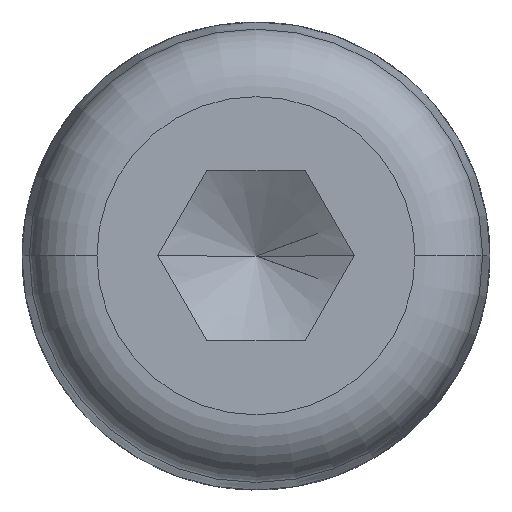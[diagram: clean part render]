
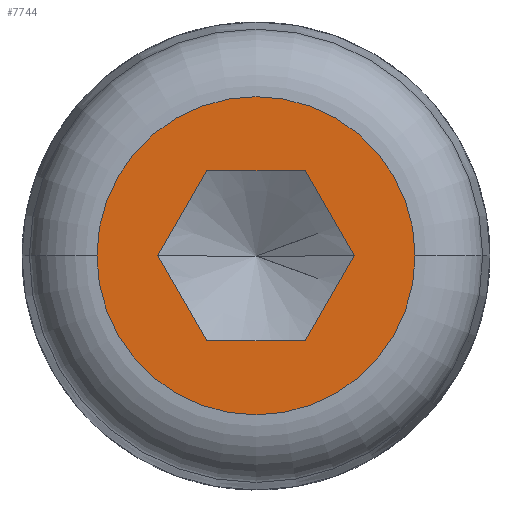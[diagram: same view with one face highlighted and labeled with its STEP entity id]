
A CAD part, top view. The second image highlights one B-rep face of the part: STEP entity #7744.
In plain terms, the highlighted planar face has unit normal (0, 0, 1).
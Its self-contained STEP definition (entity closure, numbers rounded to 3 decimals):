
#50 = CARTESIAN_POINT ( 'NONE',  ( -1.45, 2.511, 21.649 ) ) ;
#95 = VERTEX_POINT ( 'NONE', #818 ) ;
#133 = ORIENTED_EDGE ( 'NONE', *, *, #7193, .T. ) ;
#214 = VECTOR ( 'NONE', #353, 1000. ) ;
#326 = CARTESIAN_POINT ( 'NONE',  ( -1.45, -2.511, 21.649 ) ) ;
#353 = DIRECTION ( 'NONE',  ( -0.5, 0.866, 0. ) ) ;
#444 = ORIENTED_EDGE ( 'NONE', *, *, #6067, .T. ) ;
#534 = CARTESIAN_POINT ( 'NONE',  ( 2.9, 0., 21.649 ) ) ;
#597 = PLANE ( 'NONE',  #7566 ) ;
#698 = VECTOR ( 'NONE', #3669, 1000. ) ;
#770 = CARTESIAN_POINT ( 'NONE',  ( 0., 0., 21.649 ) ) ;
#818 = CARTESIAN_POINT ( 'NONE',  ( -2.9, 0., 21.649 ) ) ;
#1080 = CARTESIAN_POINT ( 'NONE',  ( -1.45, 2.511, 21.649 ) ) ;
#1236 = DIRECTION ( 'NONE',  ( 1., 0., 0. ) ) ;
#1292 = LINE ( 'NONE', #4197, #2753 ) ;
#1316 = CARTESIAN_POINT ( 'NONE',  ( 1.45, -2.511, 21.649 ) ) ;
#1395 = DIRECTION ( 'NONE',  ( 1., 0., 0. ) ) ;
#1592 = CIRCLE ( 'NONE', #7091, 4.691 ) ;
#1765 = CARTESIAN_POINT ( 'NONE',  ( 1.45, 2.511, 21.649 ) ) ;
#2021 = ORIENTED_EDGE ( 'NONE', *, *, #6090, .T. ) ;
#2075 = LINE ( 'NONE', #326, #2267 ) ;
#2116 = FACE_BOUND ( 'NONE', #7532, .T. ) ;
#2267 = VECTOR ( 'NONE', #6536, 1000. ) ;
#2308 = FACE_OUTER_BOUND ( 'NONE', #7240, .T. ) ;
#2318 = VERTEX_POINT ( 'NONE', #3947 ) ;
#2352 = LINE ( 'NONE', #534, #698 ) ;
#2527 = ORIENTED_EDGE ( 'NONE', *, *, #5928, .T. ) ;
#2753 = VECTOR ( 'NONE', #5458, 1000. ) ;
#2941 = VECTOR ( 'NONE', #4777, 1000. ) ;
#3046 = CARTESIAN_POINT ( 'NONE',  ( -4.691, 0., 21.649 ) ) ;
#3212 = CARTESIAN_POINT ( 'NONE',  ( 0., 0., 21.649 ) ) ;
#3292 = VERTEX_POINT ( 'NONE', #1765 ) ;
#3413 = VERTEX_POINT ( 'NONE', #50 ) ;
#3669 = DIRECTION ( 'NONE',  ( 0.5, -0.866, 0. ) ) ;
#3825 = DIRECTION ( 'NONE',  ( 1., 0., 0. ) ) ;
#3947 = CARTESIAN_POINT ( 'NONE',  ( 2.9, 0., 21.649 ) ) ;
#3970 = CARTESIAN_POINT ( 'NONE',  ( 1.45, -2.511, 21.649 ) ) ;
#4185 = AXIS2_PLACEMENT_3D ( 'NONE', #3212, #7528, #3825 ) ;
#4197 = CARTESIAN_POINT ( 'NONE',  ( 1.45, 2.511, 21.649 ) ) ;
#4316 = CARTESIAN_POINT ( 'NONE',  ( 0., 4.691, 21.649 ) ) ;
#4597 = LINE ( 'NONE', #1080, #2941 ) ;
#4777 = DIRECTION ( 'NONE',  ( 0.5, 0.866, 0. ) ) ;
#4845 = CARTESIAN_POINT ( 'NONE',  ( 4.691, 0., 21.649 ) ) ;
#4936 = DIRECTION ( 'NONE',  ( 0., 0., 1. ) ) ;
#5111 = DIRECTION ( 'NONE',  ( 0., 0., 1. ) ) ;
#5173 = LINE ( 'NONE', #7773, #214 ) ;
#5431 = ORIENTED_EDGE ( 'NONE', *, *, #6025, .T. ) ;
#5458 = DIRECTION ( 'NONE',  ( 1., 0., 0. ) ) ;
#5541 = VECTOR ( 'NONE', #7083, 1000. ) ;
#5771 = ORIENTED_EDGE ( 'NONE', *, *, #5971, .T. ) ;
#5787 = VERTEX_POINT ( 'NONE', #1316 ) ;
#5838 = EDGE_CURVE ( 'NONE', #6091, #6676, #1592, .T. ) ;
#5928 = EDGE_CURVE ( 'NONE', #2318, #5787, #7398, .T. ) ;
#5971 = EDGE_CURVE ( 'NONE', #5787, #7235, #2075, .T. ) ;
#5984 = EDGE_CURVE ( 'NONE', #7235, #95, #5173, .T. ) ;
#6025 = EDGE_CURVE ( 'NONE', #95, #3413, #4597, .T. ) ;
#6067 = EDGE_CURVE ( 'NONE', #3413, #3292, #1292, .T. ) ;
#6090 = EDGE_CURVE ( 'NONE', #3292, #2318, #2352, .T. ) ;
#6091 = VERTEX_POINT ( 'NONE', #3046 ) ;
#6256 = ORIENTED_EDGE ( 'NONE', *, *, #5838, .T. ) ;
#6536 = DIRECTION ( 'NONE',  ( -1., 0., 0. ) ) ;
#6676 = VERTEX_POINT ( 'NONE', #4845 ) ;
#6902 = ORIENTED_EDGE ( 'NONE', *, *, #5984, .T. ) ;
#6965 = CARTESIAN_POINT ( 'NONE',  ( -1.45, -2.511, 21.649 ) ) ;
#7083 = DIRECTION ( 'NONE',  ( -0.5, -0.866, 0. ) ) ;
#7091 = AXIS2_PLACEMENT_3D ( 'NONE', #770, #5111, #1395 ) ;
#7193 = EDGE_CURVE ( 'NONE', #6676, #6091, #7434, .T. ) ;
#7235 = VERTEX_POINT ( 'NONE', #6965 ) ;
#7240 = EDGE_LOOP ( 'NONE', ( #133, #6256 ) ) ;
#7398 = LINE ( 'NONE', #3970, #5541 ) ;
#7434 = CIRCLE ( 'NONE', #4185, 4.691 ) ;
#7528 = DIRECTION ( 'NONE',  ( 0., 0., 1. ) ) ;
#7532 = EDGE_LOOP ( 'NONE', ( #2527, #5771, #6902, #5431, #444, #2021 ) ) ;
#7566 = AXIS2_PLACEMENT_3D ( 'NONE', #4316, #4936, #1236 ) ;
#7744 = ADVANCED_FACE ( 'NONE', ( #2308, #2116 ), #597, .T. ) ;
#7773 = CARTESIAN_POINT ( 'NONE',  ( -2.9, 0., 21.649 ) ) ;
